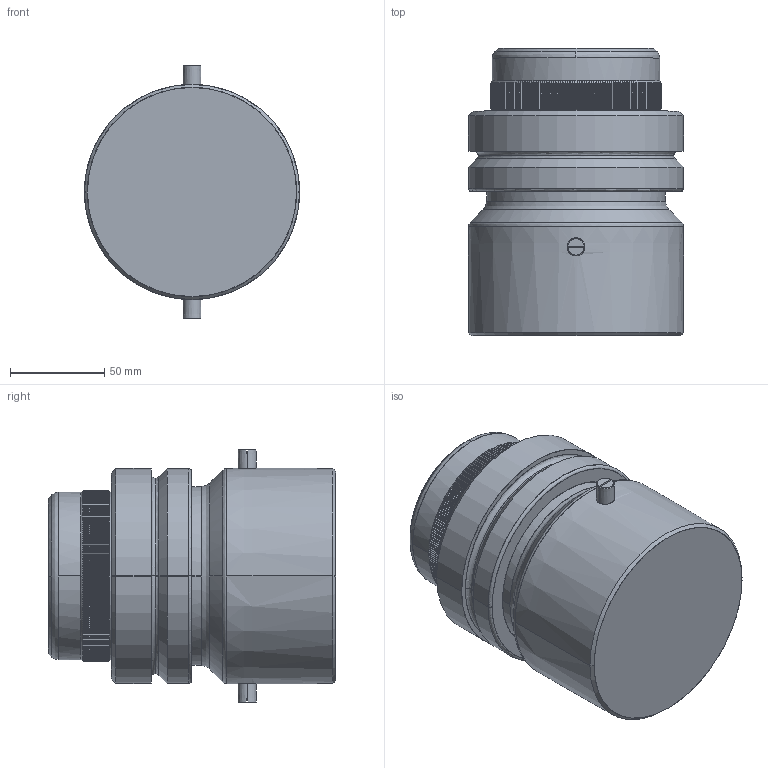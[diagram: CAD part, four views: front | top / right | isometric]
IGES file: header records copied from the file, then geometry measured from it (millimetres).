
Start section: SolidWorks IGES file using analytic representation for surfaces
Global section: file name: 8298P.igs; native system: SolidWorks 2013; preprocessor: SolidWorks 2013; author: tmott; date: 140522.100804; units: inch
Bounding box: 114.12 x 152.4 x 134.76 mm (x, y, z)
Surface area: 107788.8 mm2 (no closed solid volume)
Topology: 0 solids, 0 shells, 1603 faces, 13340 edges, 13336 vertices
Faces by surface type: revolution 1117, bspline 486
